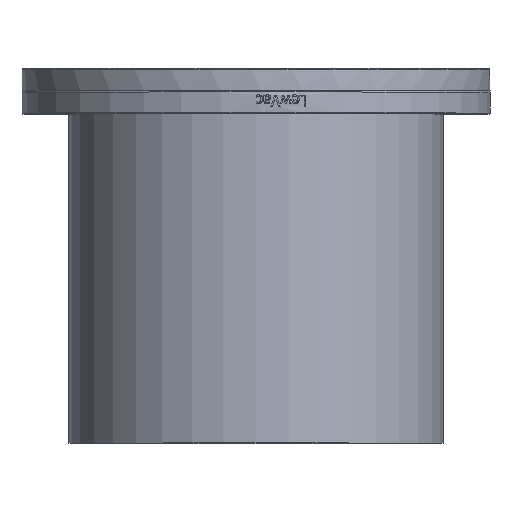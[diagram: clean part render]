
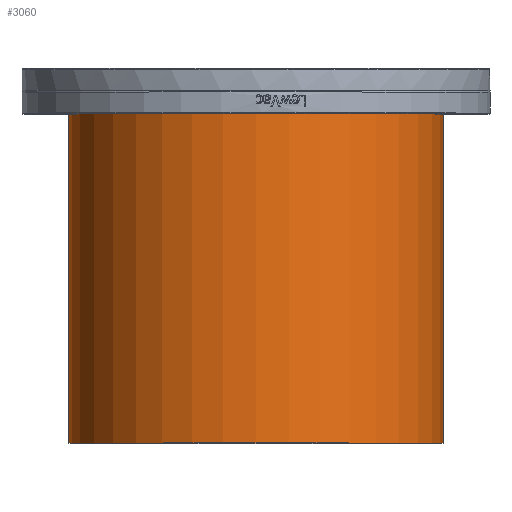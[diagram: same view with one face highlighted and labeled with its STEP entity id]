
A CAD part, top view. The second image highlights one B-rep face of the part: STEP entity #3060.
In plain terms, the highlighted cylindrical face has radius 101.6 mm (diameter 203.2 mm), a full revolution.
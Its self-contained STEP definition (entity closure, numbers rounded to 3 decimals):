
#439=CYLINDRICAL_SURFACE('',#3340,101.6);
#526=FACE_BOUND('',#853,.T.);
#651=FACE_OUTER_BOUND('',#852,.T.);
#852=EDGE_LOOP('',(#2137));
#853=EDGE_LOOP('',(#2138));
#1161=CIRCLE('',#3341,101.6);
#1162=CIRCLE('',#3342,101.6);
#1368=VERTEX_POINT('',#4525);
#1369=VERTEX_POINT('',#4527);
#1691=EDGE_CURVE('',#1368,#1368,#1161,.T.);
#1692=EDGE_CURVE('',#1369,#1369,#1162,.T.);
#2137=ORIENTED_EDGE('',*,*,#1691,.F.);
#2138=ORIENTED_EDGE('',*,*,#1692,.F.);
#3060=ADVANCED_FACE('',(#651,#526),#439,.T.);
#3340=AXIS2_PLACEMENT_3D('',#4524,#3715,#3716);
#3341=AXIS2_PLACEMENT_3D('',#4526,#3717,#3718);
#3342=AXIS2_PLACEMENT_3D('',#4528,#3719,#3720);
#3715=DIRECTION('center_axis',(0.,0.,1.));
#3716=DIRECTION('ref_axis',(-1.,0.,0.));
#3717=DIRECTION('center_axis',(0.,0.,1.));
#3718=DIRECTION('ref_axis',(-1.,0.,0.));
#3719=DIRECTION('center_axis',(0.,0.,-1.));
#3720=DIRECTION('ref_axis',(-1.,0.,0.));
#4524=CARTESIAN_POINT('Origin',(0.,0.,0.));
#4525=CARTESIAN_POINT('',(101.6,0.,190.5));
#4526=CARTESIAN_POINT('Origin',(0.,0.,190.5));
#4527=CARTESIAN_POINT('',(101.6,0.,0.));
#4528=CARTESIAN_POINT('Origin',(0.,0.,0.));
